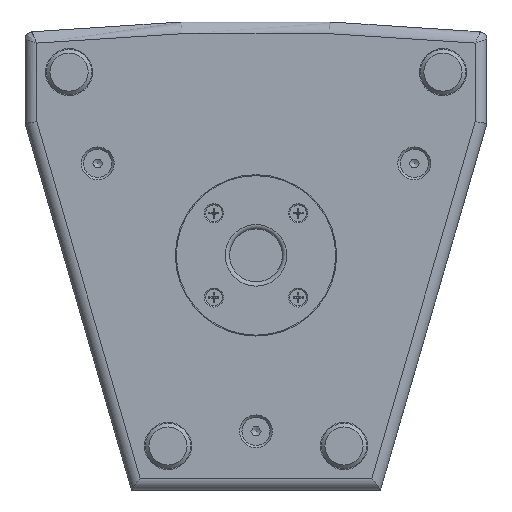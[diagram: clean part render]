
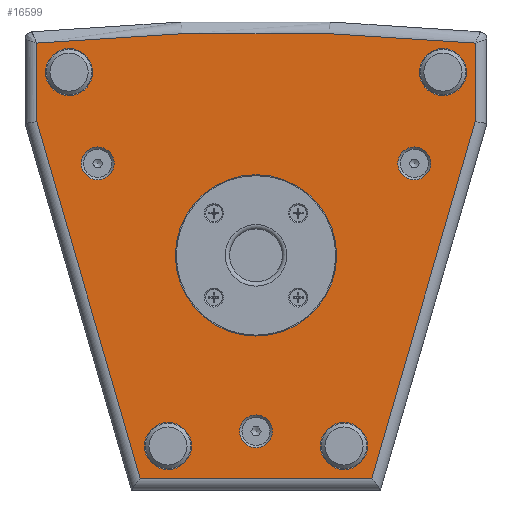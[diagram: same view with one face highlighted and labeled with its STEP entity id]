
A CAD part, front view. The second image highlights one B-rep face of the part: STEP entity #16599.
In plain terms, the highlighted planar face has unit normal (0, -1, 0).
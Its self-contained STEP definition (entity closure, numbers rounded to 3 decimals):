
#127=FACE_BOUND('',#3812,.T.);
#128=FACE_BOUND('',#3813,.T.);
#129=FACE_BOUND('',#3814,.T.);
#130=FACE_BOUND('',#3815,.T.);
#131=FACE_BOUND('',#3816,.T.);
#132=FACE_BOUND('',#3817,.T.);
#133=FACE_BOUND('',#3818,.T.);
#134=FACE_BOUND('',#3819,.T.);
#1766=PLANE('',#18195);
#2777=FACE_OUTER_BOUND('',#3811,.T.);
#3811=EDGE_LOOP('',(#14324,#14325,#14326,#14327,#14328,#14329));
#3812=EDGE_LOOP('',(#14330));
#3813=EDGE_LOOP('',(#14331));
#3814=EDGE_LOOP('',(#14332));
#3815=EDGE_LOOP('',(#14333));
#3816=EDGE_LOOP('',(#14334));
#3817=EDGE_LOOP('',(#14335));
#3818=EDGE_LOOP('',(#14336));
#3819=EDGE_LOOP('',(#14337));
#4859=LINE('',#30598,#5782);
#4860=LINE('',#30600,#5783);
#4861=LINE('',#30602,#5784);
#4862=LINE('',#30604,#5785);
#4863=LINE('',#30605,#5786);
#5782=VECTOR('',#21971,1000.);
#5783=VECTOR('',#21972,1000.);
#5784=VECTOR('',#21973,1000.);
#5785=VECTOR('',#21974,1000.);
#5786=VECTOR('',#21975,1000.);
#6611=CIRCLE('',#18172,1546.391);
#6613=CIRCLE('',#18175,11.2);
#6614=CIRCLE('',#18177,11.2);
#6615=CIRCLE('',#18179,11.2);
#6617=CIRCLE('',#18182,16.);
#6619=CIRCLE('',#18185,16.);
#6621=CIRCLE('',#18188,16.);
#6623=CIRCLE('',#18191,16.);
#6625=CIRCLE('',#18194,55.);
#8160=VERTEX_POINT('',#30416);
#8161=VERTEX_POINT('',#30417);
#8164=VERTEX_POINT('',#30555);
#8165=VERTEX_POINT('',#30559);
#8166=VERTEX_POINT('',#30563);
#8168=VERTEX_POINT('',#30569);
#8170=VERTEX_POINT('',#30575);
#8172=VERTEX_POINT('',#30581);
#8174=VERTEX_POINT('',#30587);
#8176=VERTEX_POINT('',#30593);
#8177=VERTEX_POINT('',#30597);
#8178=VERTEX_POINT('',#30599);
#8179=VERTEX_POINT('',#30601);
#8180=VERTEX_POINT('',#30603);
#10282=EDGE_CURVE('',#8160,#8161,#6611,.T.);
#10287=EDGE_CURVE('',#8164,#8164,#6613,.T.);
#10289=EDGE_CURVE('',#8165,#8165,#6614,.T.);
#10291=EDGE_CURVE('',#8166,#8166,#6615,.T.);
#10294=EDGE_CURVE('',#8168,#8168,#6617,.T.);
#10297=EDGE_CURVE('',#8170,#8170,#6619,.T.);
#10300=EDGE_CURVE('',#8172,#8172,#6621,.T.);
#10303=EDGE_CURVE('',#8174,#8174,#6623,.T.);
#10306=EDGE_CURVE('',#8176,#8176,#6625,.T.);
#10307=EDGE_CURVE('',#8177,#8160,#4859,.T.);
#10308=EDGE_CURVE('',#8161,#8178,#4860,.T.);
#10309=EDGE_CURVE('',#8178,#8179,#4861,.T.);
#10310=EDGE_CURVE('',#8179,#8180,#4862,.T.);
#10311=EDGE_CURVE('',#8180,#8177,#4863,.T.);
#14324=ORIENTED_EDGE('',*,*,#10307,.T.);
#14325=ORIENTED_EDGE('',*,*,#10282,.T.);
#14326=ORIENTED_EDGE('',*,*,#10308,.T.);
#14327=ORIENTED_EDGE('',*,*,#10309,.T.);
#14328=ORIENTED_EDGE('',*,*,#10310,.T.);
#14329=ORIENTED_EDGE('',*,*,#10311,.T.);
#14330=ORIENTED_EDGE('',*,*,#10287,.F.);
#14331=ORIENTED_EDGE('',*,*,#10289,.F.);
#14332=ORIENTED_EDGE('',*,*,#10306,.F.);
#14333=ORIENTED_EDGE('',*,*,#10303,.F.);
#14334=ORIENTED_EDGE('',*,*,#10300,.F.);
#14335=ORIENTED_EDGE('',*,*,#10297,.F.);
#14336=ORIENTED_EDGE('',*,*,#10294,.F.);
#14337=ORIENTED_EDGE('',*,*,#10291,.F.);
#16599=ADVANCED_FACE('',(#2777,#127,#128,#129,#130,#131,#132,#133,#134),
#1766,.F.);
#18172=AXIS2_PLACEMENT_3D('',#30418,#21915,#21916);
#18175=AXIS2_PLACEMENT_3D('',#30557,#21922,#21923);
#18177=AXIS2_PLACEMENT_3D('',#30561,#21927,#21928);
#18179=AXIS2_PLACEMENT_3D('',#30565,#21932,#21933);
#18182=AXIS2_PLACEMENT_3D('',#30571,#21939,#21940);
#18185=AXIS2_PLACEMENT_3D('',#30577,#21946,#21947);
#18188=AXIS2_PLACEMENT_3D('',#30583,#21953,#21954);
#18191=AXIS2_PLACEMENT_3D('',#30589,#21960,#21961);
#18194=AXIS2_PLACEMENT_3D('',#30595,#21967,#21968);
#18195=AXIS2_PLACEMENT_3D('',#30596,#21969,#21970);
#21915=DIRECTION('center_axis',(0.,-1.,0.));
#21916=DIRECTION('ref_axis',(0.,0.,1.));
#21922=DIRECTION('center_axis',(0.,-1.,0.));
#21923=DIRECTION('ref_axis',(0.,0.,-1.));
#21927=DIRECTION('center_axis',(0.,-1.,0.));
#21928=DIRECTION('ref_axis',(0.,0.,-1.));
#21932=DIRECTION('center_axis',(0.,-1.,0.));
#21933=DIRECTION('ref_axis',(0.,0.,-1.));
#21939=DIRECTION('center_axis',(0.,-1.,0.));
#21940=DIRECTION('ref_axis',(0.,0.,-1.));
#21946=DIRECTION('center_axis',(0.,-1.,0.));
#21947=DIRECTION('ref_axis',(0.,0.,-1.));
#21953=DIRECTION('center_axis',(0.,-1.,0.));
#21954=DIRECTION('ref_axis',(0.,0.,-1.));
#21960=DIRECTION('center_axis',(0.,-1.,0.));
#21961=DIRECTION('ref_axis',(0.,0.,-1.));
#21967=DIRECTION('center_axis',(0.,-1.,0.));
#21968=DIRECTION('ref_axis',(0.,0.,-1.));
#21969=DIRECTION('center_axis',(0.,1.,0.));
#21970=DIRECTION('ref_axis',(0.,0.,1.));
#21971=DIRECTION('',(0.,0.,1.));
#21972=DIRECTION('',(0.,0.,-1.));
#21973=DIRECTION('',(0.279,0.,-0.96));
#21974=DIRECTION('',(1.,0.,0.));
#21975=DIRECTION('',(0.279,0.,0.96));
#30416=CARTESIAN_POINT('',(149.5,0.,-15.244));
#30417=CARTESIAN_POINT('',(-149.5,0.,-15.244));
#30418=CARTESIAN_POINT('Origin',(0.,0.,-1554.391));
#30555=CARTESIAN_POINT('',(0.,0.,
-268.8));
#30557=CARTESIAN_POINT('Origin',(0.,0.,-280.));
#30559=CARTESIAN_POINT('',(107.942,0.,-86.076));
#30561=CARTESIAN_POINT('Origin',(107.942,0.,
-97.276));
#30563=CARTESIAN_POINT('',(-107.942,0.,-86.076));
#30565=CARTESIAN_POINT('Origin',(-107.942,0.,
-97.276));
#30569=CARTESIAN_POINT('',(-127.5,0.,-19.));
#30571=CARTESIAN_POINT('Origin',(-127.5,0.,-35.));
#30575=CARTESIAN_POINT('',(127.5,0.,-19.));
#30577=CARTESIAN_POINT('Origin',(127.5,0.,-35.));
#30581=CARTESIAN_POINT('',(60.,0.,-274.));
#30583=CARTESIAN_POINT('Origin',(60.,0.,-290.));
#30587=CARTESIAN_POINT('',(-60.,0.,-274.));
#30589=CARTESIAN_POINT('Origin',(-60.,0.,-290.));
#30593=CARTESIAN_POINT('',(0.,0.,-105.));
#30595=CARTESIAN_POINT('Origin',(0.,0.,-160.));
#30596=CARTESIAN_POINT('Origin',(0.,0.,-1554.391));
#30597=CARTESIAN_POINT('',(149.5,0.,-68.863));
#30598=CARTESIAN_POINT('',(149.5,0.,-1554.391));
#30599=CARTESIAN_POINT('',(-149.5,0.,-68.863));
#30600=CARTESIAN_POINT('',(-149.5,0.,-1554.391));
#30601=CARTESIAN_POINT('',(-78.99,0.,-312.));
#30602=CARTESIAN_POINT('',(259.481,0.,-1479.141));
#30603=CARTESIAN_POINT('',(78.99,0.,-312.));
#30604=CARTESIAN_POINT('',(0.,0.,-312.));
#30605=CARTESIAN_POINT('',(-259.481,0.,-1479.141));
